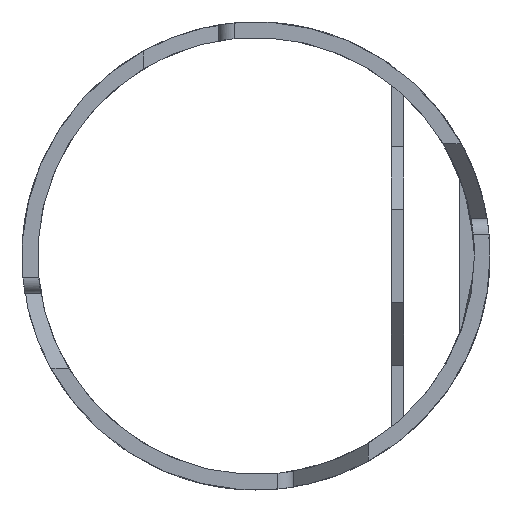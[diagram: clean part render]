
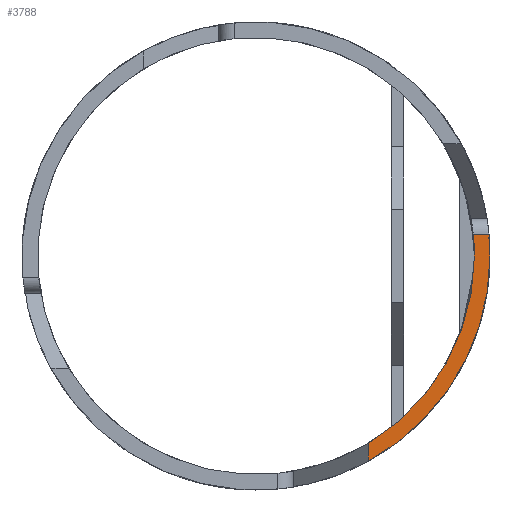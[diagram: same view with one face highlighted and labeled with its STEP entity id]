
A CAD part, left-side view. The second image highlights one B-rep face of the part: STEP entity #3788.
In plain terms, the highlighted planar face has unit normal (-1, 0, 0).
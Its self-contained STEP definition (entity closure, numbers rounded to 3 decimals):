
#134=PLANE('',#4137);
#317=FACE_OUTER_BOUND('',#514,.T.);
#514=EDGE_LOOP('',(#3401,#3402,#3403,#3404,#3405,#3406));
#726=CIRCLE('',#3843,37.5);
#753=CIRCLE('',#3928,35.);
#784=CIRCLE('',#4086,35.);
#785=CIRCLE('',#4138,37.5);
#1102=LINE('',#6958,#1453);
#1103=LINE('',#6963,#1454);
#1453=VECTOR('',#5085,10.);
#1454=VECTOR('',#5092,10.);
#1488=VERTEX_POINT('',#5208);
#1490=VERTEX_POINT('',#5211);
#1639=VERTEX_POINT('',#5855);
#1641=VERTEX_POINT('',#5858);
#1858=VERTEX_POINT('',#6855);
#1859=VERTEX_POINT('',#6961);
#1863=EDGE_CURVE('',#1490,#1488,#726,.T.);
#2020=EDGE_CURVE('',#1641,#1639,#753,.T.);
#2352=EDGE_CURVE('',#1639,#1858,#784,.T.);
#2404=EDGE_CURVE('',#1858,#1490,#1102,.T.);
#2405=EDGE_CURVE('',#1488,#1859,#785,.T.);
#2406=EDGE_CURVE('',#1641,#1859,#1103,.T.);
#3401=ORIENTED_EDGE('',*,*,#2404,.T.);
#3402=ORIENTED_EDGE('',*,*,#1863,.T.);
#3403=ORIENTED_EDGE('',*,*,#2405,.T.);
#3404=ORIENTED_EDGE('',*,*,#2406,.F.);
#3405=ORIENTED_EDGE('',*,*,#2020,.T.);
#3406=ORIENTED_EDGE('',*,*,#2352,.T.);
#3788=ADVANCED_FACE('',(#317),#134,.F.);
#3843=AXIS2_PLACEMENT_3D('',#5212,#4184,#4185);
#3928=AXIS2_PLACEMENT_3D('',#5859,#4391,#4392);
#4086=AXIS2_PLACEMENT_3D('',#6857,#4934,#4935);
#4137=AXIS2_PLACEMENT_3D('',#6960,#5088,#5089);
#4138=AXIS2_PLACEMENT_3D('',#6962,#5090,#5091);
#4184=DIRECTION('center_axis',(-1.,0.,0.));
#4185=DIRECTION('ref_axis',(0.,1.,0.));
#4391=DIRECTION('center_axis',(1.,0.,0.));
#4392=DIRECTION('ref_axis',(0.,1.,0.));
#4934=DIRECTION('center_axis',(1.,0.,0.));
#4935=DIRECTION('ref_axis',(0.,1.,0.));
#5085=DIRECTION('',(0.,0.,-1.));
#5088=DIRECTION('center_axis',(1.,0.,0.));
#5089=DIRECTION('ref_axis',(0.,1.,0.));
#5090=DIRECTION('center_axis',(-1.,0.,0.));
#5091=DIRECTION('ref_axis',(0.,1.,0.));
#5092=DIRECTION('',(0.,-1.,0.));
#5208=CARTESIAN_POINT('',(-20.,-37.5,0.));
#5211=CARTESIAN_POINT('',(-20.,-18.,-32.898));
#5212=CARTESIAN_POINT('Origin',(-20.,0.,0.));
#5855=CARTESIAN_POINT('',(-20.,-35.,0.));
#5858=CARTESIAN_POINT('',(-20.,-34.827,3.479));
#5859=CARTESIAN_POINT('Origin',(-20.,0.,0.));
#6855=CARTESIAN_POINT('',(-20.,-18.,-30.017));
#6857=CARTESIAN_POINT('Origin',(-20.,0.,0.));
#6958=CARTESIAN_POINT('',(-20.,-18.,0.));
#6960=CARTESIAN_POINT('Origin',(-20.,0.,0.));
#6961=CARTESIAN_POINT('',(-20.,-37.338,3.479));
#6962=CARTESIAN_POINT('Origin',(-20.,0.,0.));
#6963=CARTESIAN_POINT('',(-20.,0.,3.479));
